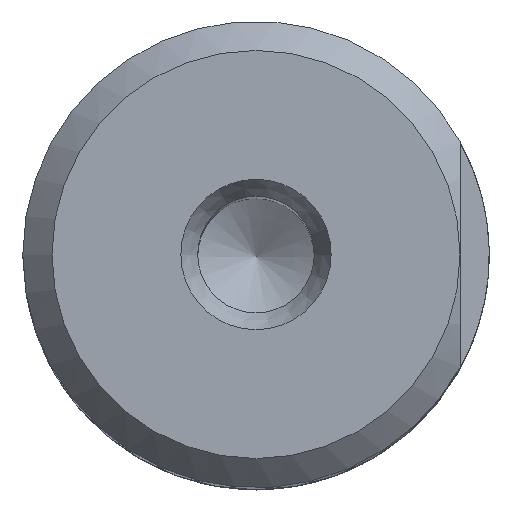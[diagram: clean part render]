
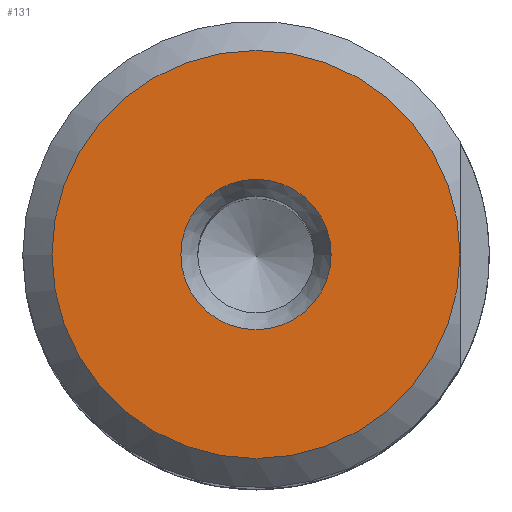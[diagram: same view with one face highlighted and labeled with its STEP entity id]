
A CAD part, top view. The second image highlights one B-rep face of the part: STEP entity #131.
In plain terms, the highlighted planar face has unit normal (0, 0, 1).
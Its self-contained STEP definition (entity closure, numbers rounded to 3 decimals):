
#77=PLANE('',#724);
#131=ADVANCED_FACE('',(#290,#291),#77,.T.);
#290=FACE_BOUND('',#383,.T.);
#291=FACE_BOUND('',#384,.T.);
#383=EDGE_LOOP('',(#482));
#384=EDGE_LOOP('',(#483));
#482=ORIENTED_EDGE('',*,*,#631,.T.);
#483=ORIENTED_EDGE('',*,*,#632,.T.);
#576=VERTEX_POINT('',#1316);
#577=VERTEX_POINT('',#1318);
#631=EDGE_CURVE('',#576,#576,#682,.T.);
#632=EDGE_CURVE('',#577,#577,#683,.T.);
#682=CIRCLE('',#722,14.);
#683=CIRCLE('',#723,5.155);
#722=AXIS2_PLACEMENT_3D('',#1315,#834,#835);
#723=AXIS2_PLACEMENT_3D('',#1317,#836,#837);
#724=AXIS2_PLACEMENT_3D('',#1319,#838,#839);
#834=DIRECTION('',(0.,0.,1.));
#835=DIRECTION('',(1.,0.,0.));
#836=DIRECTION('',(0.,0.,-1.));
#837=DIRECTION('',(-1.,0.,0.));
#838=DIRECTION('',(0.,0.,1.));
#839=DIRECTION('',(1.,0.,0.));
#1315=CARTESIAN_POINT('',(0.,0.,61.));
#1316=CARTESIAN_POINT('',(14.,0.,61.));
#1317=CARTESIAN_POINT('',(0.,0.,61.));
#1318=CARTESIAN_POINT('',(-5.155,0.,61.));
#1319=CARTESIAN_POINT('',(16.,0.,61.));
